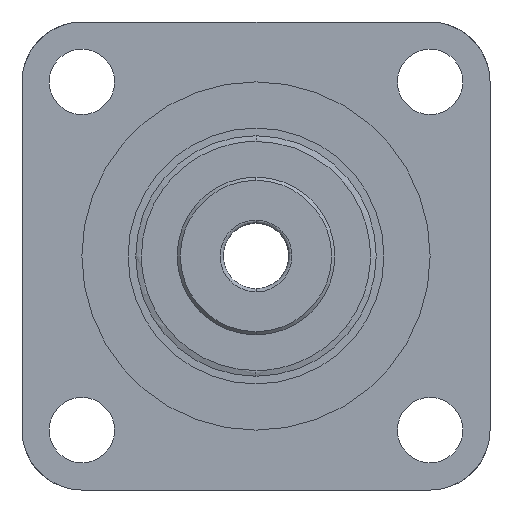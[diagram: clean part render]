
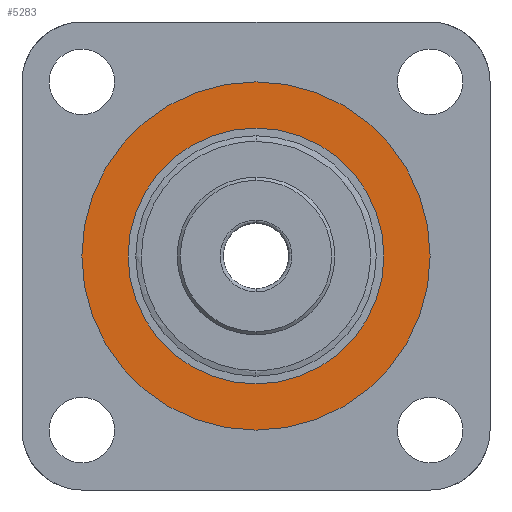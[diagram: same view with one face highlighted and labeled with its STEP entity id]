
A CAD part, left-side view. The second image highlights one B-rep face of the part: STEP entity #5283.
In plain terms, the highlighted planar face has unit normal (-1, 0, 0).
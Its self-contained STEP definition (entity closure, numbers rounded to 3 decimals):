
#92 = FACE_BOUND ( 'NONE', #4473, .T. ) ;
#119 = DIRECTION ( 'NONE',  ( -1., 0., 0. ) ) ;
#403 = DIRECTION ( 'NONE',  ( 1., 0., 0. ) ) ;
#428 = CARTESIAN_POINT ( 'NONE',  ( -11.5, 0., -32. ) ) ;
#442 = CARTESIAN_POINT ( 'NONE',  ( -11.5, 0., 23.5 ) ) ;
#702 = CIRCLE ( 'NONE', #5206, 23.5 ) ;
#771 = AXIS2_PLACEMENT_3D ( 'NONE', #4183, #2514, #2528 ) ;
#790 = VERTEX_POINT ( 'NONE', #442 ) ;
#855 = CIRCLE ( 'NONE', #4051, 32. ) ;
#1009 = ORIENTED_EDGE ( 'NONE', *, *, #3416, .T. ) ;
#1017 = ORIENTED_EDGE ( 'NONE', *, *, #3142, .T. ) ;
#1154 = DIRECTION ( 'NONE',  ( 0., 0., -1. ) ) ;
#1213 = AXIS2_PLACEMENT_3D ( 'NONE', #5372, #3267, #1154 ) ;
#1291 = ORIENTED_EDGE ( 'NONE', *, *, #5194, .F. ) ;
#1413 = CARTESIAN_POINT ( 'NONE',  ( -11.5, 0., -23.5 ) ) ;
#1643 = DIRECTION ( 'NONE',  ( 0., 0., -1. ) ) ;
#2024 = VERTEX_POINT ( 'NONE', #4602 ) ;
#2035 = DIRECTION ( 'NONE',  ( 0., 0., -1. ) ) ;
#2068 = ORIENTED_EDGE ( 'NONE', *, *, #4306, .F. ) ;
#2119 = CARTESIAN_POINT ( 'NONE',  ( -11.5, 0., 0. ) ) ;
#2220 = FACE_OUTER_BOUND ( 'NONE', #3436, .T. ) ;
#2333 = VERTEX_POINT ( 'NONE', #1413 ) ;
#2514 = DIRECTION ( 'NONE',  ( -1., 0., 0. ) ) ;
#2528 = DIRECTION ( 'NONE',  ( 0., 0., -1. ) ) ;
#2657 = DIRECTION ( 'NONE',  ( 0., 0., -1. ) ) ;
#3142 = EDGE_CURVE ( 'NONE', #2024, #3230, #855, .T. ) ;
#3230 = VERTEX_POINT ( 'NONE', #428 ) ;
#3267 = DIRECTION ( 'NONE',  ( -1., 0., 0. ) ) ;
#3393 = CIRCLE ( 'NONE', #1213, 32. ) ;
#3416 = EDGE_CURVE ( 'NONE', #3230, #2024, #3393, .T. ) ;
#3436 = EDGE_LOOP ( 'NONE', ( #1009, #1017 ) ) ;
#3605 = AXIS2_PLACEMENT_3D ( 'NONE', #2119, #403, #1643 ) ;
#3656 = CARTESIAN_POINT ( 'NONE',  ( -11.5, 0., 0. ) ) ;
#4051 = AXIS2_PLACEMENT_3D ( 'NONE', #3656, #4071, #2035 ) ;
#4071 = DIRECTION ( 'NONE',  ( -1., 0., 0. ) ) ;
#4183 = CARTESIAN_POINT ( 'NONE',  ( -11.5, 0., 0. ) ) ;
#4244 = CARTESIAN_POINT ( 'NONE',  ( -11.5, 0., 0. ) ) ;
#4306 = EDGE_CURVE ( 'NONE', #2333, #790, #702, .T. ) ;
#4473 = EDGE_LOOP ( 'NONE', ( #2068, #1291 ) ) ;
#4602 = CARTESIAN_POINT ( 'NONE',  ( -11.5, 0., 32. ) ) ;
#4860 = CIRCLE ( 'NONE', #771, 23.5 ) ;
#4982 = PLANE ( 'NONE',  #3605 ) ;
#5194 = EDGE_CURVE ( 'NONE', #790, #2333, #4860, .T. ) ;
#5206 = AXIS2_PLACEMENT_3D ( 'NONE', #4244, #119, #2657 ) ;
#5283 = ADVANCED_FACE ( 'NONE', ( #2220, #92 ), #4982, .F. ) ;
#5372 = CARTESIAN_POINT ( 'NONE',  ( -11.5, 0., 0. ) ) ;
